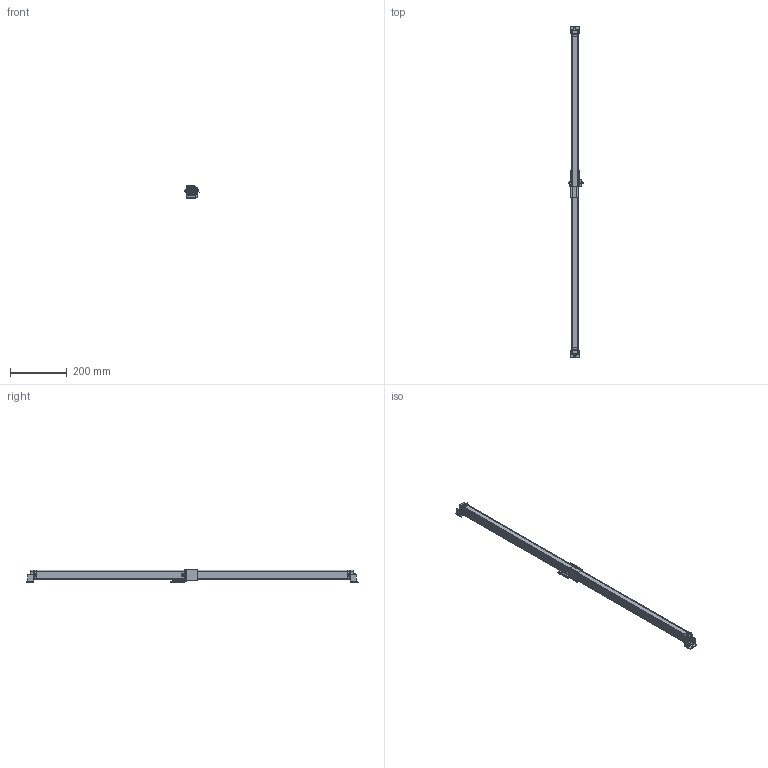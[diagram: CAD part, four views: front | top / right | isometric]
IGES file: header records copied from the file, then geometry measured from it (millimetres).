
Start section:  PTC IGES file: 139571.igs
Global section: file name: 139571.igs; native system: Creo Parametric by Parametric Technology Corporation; preprocessor: 2013230; author: pdmadmin; organization: Unknown; date: 20160204.085555; units: millimetre
Bounding box: 49.66 x 1169.11 x 46.2 mm (x, y, z)
Volume: 298780 mm3; surface area: 1677561.6 mm2
Topology: 33 solids, 40 shells, 4814 faces, 24824 edges, 31432 vertices
Faces by surface type: revolution 2650, bspline 2164
